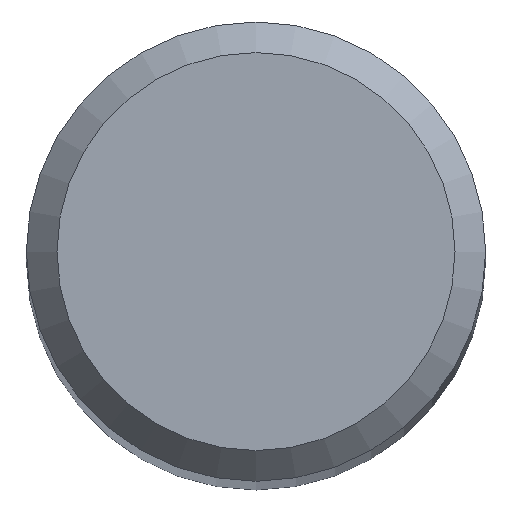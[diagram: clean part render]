
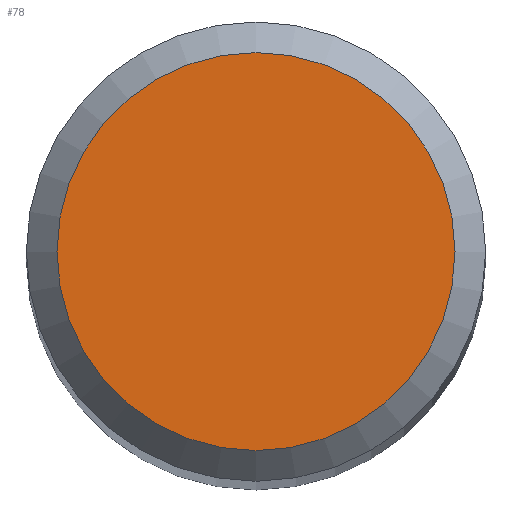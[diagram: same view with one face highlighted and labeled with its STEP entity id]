
A CAD part, top view. The second image highlights one B-rep face of the part: STEP entity #78.
In plain terms, the highlighted planar face has unit normal (0, 0, 1).
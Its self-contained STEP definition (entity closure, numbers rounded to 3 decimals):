
#59=PLANE('',#378);
#64=FACE_OUTER_BOUND('',#110,.T.);
#78=ADVANCED_FACE('',(#64),#59,.F.);
#110=EDGE_LOOP('',(#128));
#128=ORIENTED_EDGE('',*,*,#166,.F.);
#153=VERTEX_POINT('',#508);
#166=EDGE_CURVE('',#153,#153,#181,.T.);
#181=CIRCLE('',#377,1.3);
#377=AXIS2_PLACEMENT_3D('',#507,#435,#436);
#378=AXIS2_PLACEMENT_3D('',#509,#437,#438);
#435=DIRECTION('',(0.,0.,-1.));
#436=DIRECTION('',(-1.,0.,0.));
#437=DIRECTION('',(0.,0.,-1.));
#438=DIRECTION('',(-1.,0.,0.));
#507=CARTESIAN_POINT('',(0.,0.,0.));
#508=CARTESIAN_POINT('',(-1.3,0.,0.));
#509=CARTESIAN_POINT('',(0.,0.,0.));
